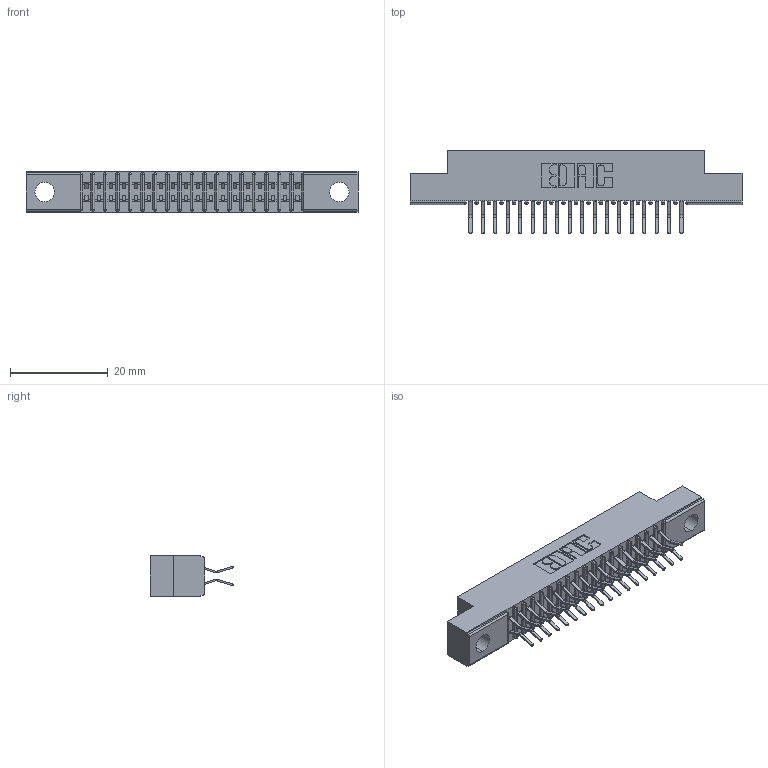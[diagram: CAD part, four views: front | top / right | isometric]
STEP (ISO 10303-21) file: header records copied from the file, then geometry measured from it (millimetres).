
FILE_DESCRIPTION (( 'STEP AP203' ), '1' );
FILE_NAME ('341-036-556-204.STEP', '2018-08-06T22:49:17', ( '' ), ( '' ), 'SwSTEP 2.0', 'SolidWorks 2016', '' );
FILE_SCHEMA (( 'CONFIG_CONTROL_DESIGN' ));
Length unit declared in the file: inch
Products named in the file (3): 341 Part_.156 (3.96) Dia Mounting Holes; 341-292-001_341-292-156; 341-036-556-204
Assembly tree (37 placements, depth 2):
  341-036-556-204
    341 Part_.156 (3.96) Dia Mounting Holes
    341-292-001_341-292-156  x36
Bounding box: 67.94 x 17.07 x 8.38 mm (x, y, z)
Volume: 3784.6 mm3; surface area: 7637.7 mm2
Topology: 37 solids, 37 shells, 2650 faces, 7678 edges, 4982 vertices
Faces by surface type: plane 1522, cylinder 1056, sphere 38, torus 34
Entity records: 25539 total; most frequent: CARTESIAN_POINT 4252, ORIENTED_EDGE 4220, DIRECTION 4140, EDGE_CURVE 2110, VECTOR 1680, LINE 1680, VERTEX_POINT 1342, AXIS2_PLACEMENT_3D 1230
